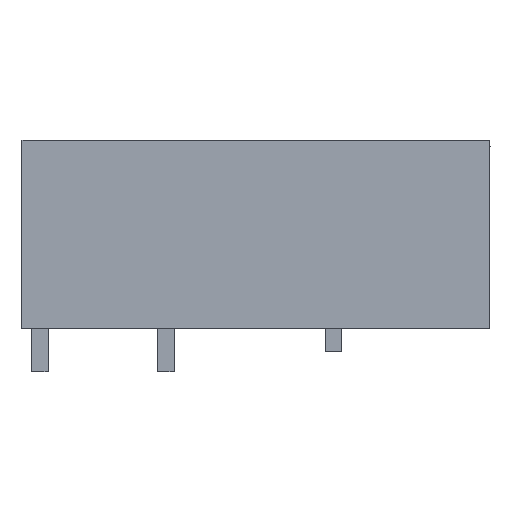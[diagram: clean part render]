
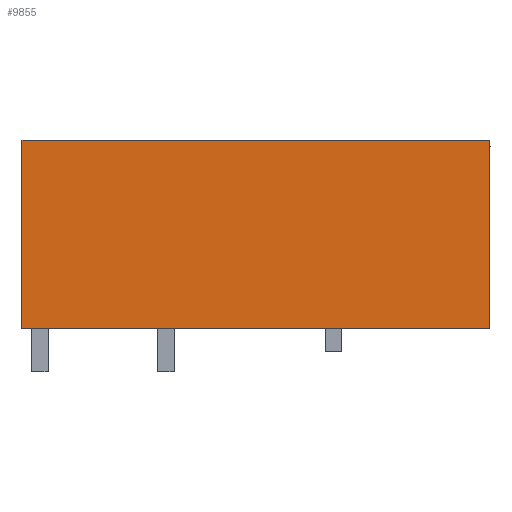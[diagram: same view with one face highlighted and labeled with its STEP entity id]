
A CAD part, left-side view. The second image highlights one B-rep face of the part: STEP entity #9855.
In plain terms, the highlighted planar face has unit normal (-1, 0, 0).
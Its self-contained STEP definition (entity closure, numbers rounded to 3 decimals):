
#9847=AXIS2_PLACEMENT_3D('Plane Axis2P3D',#9844,#9845,#9846) ;
#1230=CARTESIAN_POINT('Vertex',(0.,28.3,2.6)) ;
#1233=CARTESIAN_POINT('Line Origine',(0.,28.3,8.3)) ;
#1237=CARTESIAN_POINT('Vertex',(0.,28.3,14.)) ;
#1446=CARTESIAN_POINT('Line Origine',(0.,14.15,14.)) ;
#1450=CARTESIAN_POINT('Vertex',(0.,0.,14.)) ;
#3009=CARTESIAN_POINT('Vertex',(0.,0.,2.6)) ;
#3071=CARTESIAN_POINT('Line Origine',(0.,0.,8.3)) ;
#3580=CARTESIAN_POINT('Line Origine',(0.,14.15,2.6)) ;
#9844=CARTESIAN_POINT('Axis2P3D Location',(0.,0.,14.)) ;
#1234=DIRECTION('Vector Direction',(0.,0.,-1.)) ;
#1447=DIRECTION('Vector Direction',(0.,1.,0.)) ;
#3072=DIRECTION('Vector Direction',(0.,0.,-1.)) ;
#3581=DIRECTION('Vector Direction',(0.,1.,0.)) ;
#9845=DIRECTION('Axis2P3D Direction',(1.,-0.,0.)) ;
#9846=DIRECTION('Axis2P3D XDirection',(0.,0.,-1.)) ;
#1235=VECTOR('Line Direction',#1234,1.) ;
#1448=VECTOR('Line Direction',#1447,1.) ;
#3073=VECTOR('Line Direction',#3072,1.) ;
#3582=VECTOR('Line Direction',#3581,1.) ;
#9850=ORIENTED_EDGE('',*,*,#3075,.F.) ;
#9851=ORIENTED_EDGE('',*,*,#1452,.T.) ;
#9852=ORIENTED_EDGE('',*,*,#1239,.T.) ;
#9853=ORIENTED_EDGE('',*,*,#3584,.F.) ;
#9855=ADVANCED_FACE('housing',(#9854),#9848,.F.) ;
#1239=EDGE_CURVE('',#1238,#1231,#1236,.T.) ;
#1452=EDGE_CURVE('',#1451,#1238,#1449,.T.) ;
#3075=EDGE_CURVE('',#1451,#3010,#3074,.T.) ;
#3584=EDGE_CURVE('',#3010,#1231,#3583,.T.) ;
#9849=EDGE_LOOP('',(#9850,#9851,#9852,#9853)) ;
#9854=FACE_OUTER_BOUND('',#9849,.T.) ;
#1236=LINE('Line',#1233,#1235) ;
#1449=LINE('Line',#1446,#1448) ;
#3074=LINE('Line',#3071,#3073) ;
#3583=LINE('Line',#3580,#3582) ;
#9848=PLANE('',#9847) ;
#1231=VERTEX_POINT('',#1230) ;
#1238=VERTEX_POINT('',#1237) ;
#1451=VERTEX_POINT('',#1450) ;
#3010=VERTEX_POINT('',#3009) ;
